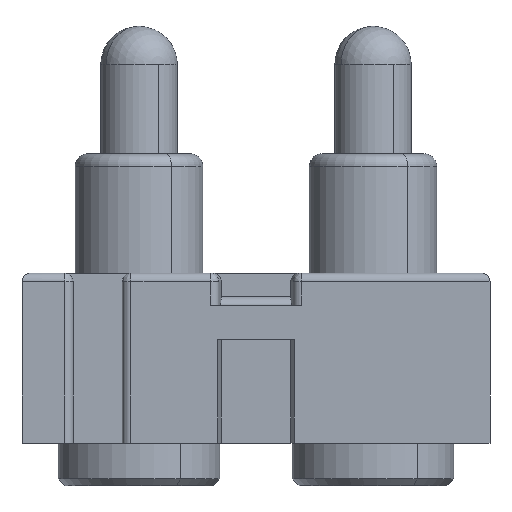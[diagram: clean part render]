
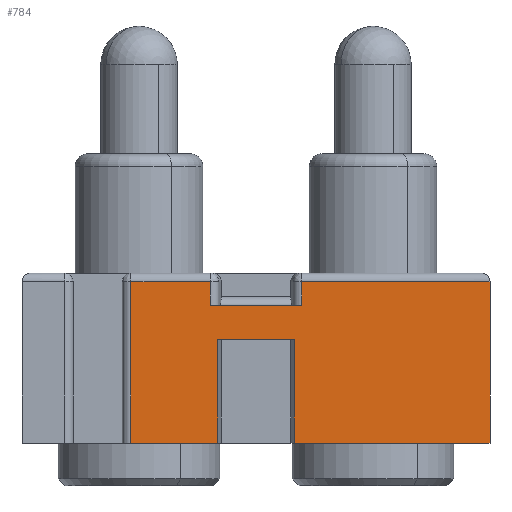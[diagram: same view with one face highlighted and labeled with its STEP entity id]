
A CAD part, front view. The second image highlights one B-rep face of the part: STEP entity #784.
In plain terms, the highlighted planar face has unit normal (0, -1, 0).
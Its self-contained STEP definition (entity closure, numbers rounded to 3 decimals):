
#177 = VERTEX_POINT ( 'NONE', #2336 ) ;
#183 = CARTESIAN_POINT ( 'NONE',  ( 0.451, -2.5, 0. ) ) ;
#184 = EDGE_CURVE ( 'NONE', #2277, #230, #3109, .T. ) ;
#208 = DIRECTION ( 'NONE',  ( 0., 1., 0. ) ) ;
#229 = EDGE_CURVE ( 'NONE', #3098, #785, #2318, .T. ) ;
#230 = VERTEX_POINT ( 'NONE', #1790 ) ;
#401 = VERTEX_POINT ( 'NONE', #2887 ) ;
#428 = DIRECTION ( 'NONE',  ( 0., 0., 1. ) ) ;
#432 = VERTEX_POINT ( 'NONE', #3375 ) ;
#514 = LINE ( 'NONE', #2251, #3658 ) ;
#520 = CARTESIAN_POINT ( 'NONE',  ( 0.451, -2.5, 1.22 ) ) ;
#549 = PLANE ( 'NONE',  #2552 ) ;
#553 = LINE ( 'NONE', #2248, #3061 ) ;
#681 = ORIENTED_EDGE ( 'NONE', *, *, #2082, .F. ) ;
#701 = LINE ( 'NONE', #1212, #2479 ) ;
#712 = VERTEX_POINT ( 'NONE', #2045 ) ;
#726 = DIRECTION ( 'NONE',  ( 1., 0., 0. ) ) ;
#784 = ADVANCED_FACE ( 'NONE', ( #1337 ), #549, .F. ) ;
#785 = VERTEX_POINT ( 'NONE', #1635 ) ;
#881 = ORIENTED_EDGE ( 'NONE', *, *, #229, .F. ) ;
#887 = CARTESIAN_POINT ( 'NONE',  ( 0.451, -2.5, 0. ) ) ;
#1108 = DIRECTION ( 'NONE',  ( -1., 0., 0. ) ) ;
#1142 = DIRECTION ( 'NONE',  ( 0., 0., -1. ) ) ;
#1155 = LINE ( 'NONE', #3062, #1882 ) ;
#1209 = ORIENTED_EDGE ( 'NONE', *, *, #1382, .F. ) ;
#1212 = CARTESIAN_POINT ( 'NONE',  ( 2.75, -2.5, 2. ) ) ;
#1250 = VERTEX_POINT ( 'NONE', #2688 ) ;
#1251 = CARTESIAN_POINT ( 'NONE',  ( 0.535, -2.5, 2. ) ) ;
#1254 = EDGE_CURVE ( 'NONE', #785, #401, #1541, .T. ) ;
#1325 = LINE ( 'NONE', #3580, #2952 ) ;
#1335 = ORIENTED_EDGE ( 'NONE', *, *, #2085, .T. ) ;
#1337 = FACE_OUTER_BOUND ( 'NONE', #2694, .T. ) ;
#1358 = CARTESIAN_POINT ( 'NONE',  ( 2.75, -2.5, 2. ) ) ;
#1382 = EDGE_CURVE ( 'NONE', #1471, #1250, #3094, .T. ) ;
#1449 = CARTESIAN_POINT ( 'NONE',  ( -1.47, -2.5, 0. ) ) ;
#1471 = VERTEX_POINT ( 'NONE', #520 ) ;
#1504 = DIRECTION ( 'NONE',  ( 1., 0., 0. ) ) ;
#1541 = LINE ( 'NONE', #1788, #3586 ) ;
#1596 = ORIENTED_EDGE ( 'NONE', *, *, #3229, .F. ) ;
#1635 = CARTESIAN_POINT ( 'NONE',  ( -1.47, -2.5, 1.9 ) ) ;
#1646 = DIRECTION ( 'NONE',  ( -1., 0., 0. ) ) ;
#1698 = CARTESIAN_POINT ( 'NONE',  ( 2.75, -2.5, 1.22 ) ) ;
#1712 = DIRECTION ( 'NONE',  ( 0., 0., 1. ) ) ;
#1770 = CARTESIAN_POINT ( 'NONE',  ( 2.75, -2.5, 1.9 ) ) ;
#1773 = EDGE_CURVE ( 'NONE', #177, #432, #1325, .T. ) ;
#1788 = CARTESIAN_POINT ( 'NONE',  ( 2.75, -2.5, 1.9 ) ) ;
#1789 = DIRECTION ( 'NONE',  ( 0., 0., -1. ) ) ;
#1790 = CARTESIAN_POINT ( 'NONE',  ( 2.75, -2.5, 1.9 ) ) ;
#1794 = ORIENTED_EDGE ( 'NONE', *, *, #1773, .F. ) ;
#1882 = VECTOR ( 'NONE', #2496, 1000. ) ;
#1887 = CARTESIAN_POINT ( 'NONE',  ( 2.75, -2.5, 0. ) ) ;
#1974 = DIRECTION ( 'NONE',  ( -1., 0., 0. ) ) ;
#2023 = ORIENTED_EDGE ( 'NONE', *, *, #2205, .F. ) ;
#2045 = CARTESIAN_POINT ( 'NONE',  ( -0.451, -2.5, 0. ) ) ;
#2082 = EDGE_CURVE ( 'NONE', #401, #177, #1155, .T. ) ;
#2085 = EDGE_CURVE ( 'NONE', #1471, #3306, #3331, .T. ) ;
#2097 = DIRECTION ( 'NONE',  ( 0., 0., 1. ) ) ;
#2109 = ORIENTED_EDGE ( 'NONE', *, *, #2362, .T. ) ;
#2114 = ORIENTED_EDGE ( 'NONE', *, *, #3392, .F. ) ;
#2156 = CARTESIAN_POINT ( 'NONE',  ( -0.451, -2.5, 0. ) ) ;
#2170 = LINE ( 'NONE', #2156, #2946 ) ;
#2177 = DIRECTION ( 'NONE',  ( 1., 0., 0. ) ) ;
#2205 = EDGE_CURVE ( 'NONE', #432, #2277, #2641, .T. ) ;
#2211 = ORIENTED_EDGE ( 'NONE', *, *, #1254, .F. ) ;
#2225 = VECTOR ( 'NONE', #2097, 1000. ) ;
#2248 = CARTESIAN_POINT ( 'NONE',  ( 2.75, -2.5, 0. ) ) ;
#2251 = CARTESIAN_POINT ( 'NONE',  ( 0., -2.5, 0. ) ) ;
#2277 = VERTEX_POINT ( 'NONE', #3576 ) ;
#2318 = LINE ( 'NONE', #3446, #2562 ) ;
#2336 = CARTESIAN_POINT ( 'NONE',  ( -0.535, -2.5, 1.62 ) ) ;
#2362 = EDGE_CURVE ( 'NONE', #712, #1250, #2170, .T. ) ;
#2451 = DIRECTION ( 'NONE',  ( 0., 0., 1. ) ) ;
#2464 = VECTOR ( 'NONE', #1142, 1000. ) ;
#2479 = VECTOR ( 'NONE', #1789, 1000. ) ;
#2496 = DIRECTION ( 'NONE',  ( 0., 0., -1. ) ) ;
#2552 = AXIS2_PLACEMENT_3D ( 'NONE', #1358, #208, #2451 ) ;
#2562 = VECTOR ( 'NONE', #1712, 1000. ) ;
#2641 = LINE ( 'NONE', #1251, #2225 ) ;
#2688 = CARTESIAN_POINT ( 'NONE',  ( -0.451, -2.5, 1.22 ) ) ;
#2694 = EDGE_LOOP ( 'NONE', ( #681, #2211, #881, #2697, #2109, #1209, #1335, #2114, #1596, #3630, #2023, #1794 ) ) ;
#2697 = ORIENTED_EDGE ( 'NONE', *, *, #2908, .F. ) ;
#2887 = CARTESIAN_POINT ( 'NONE',  ( -0.535, -2.5, 1.9 ) ) ;
#2908 = EDGE_CURVE ( 'NONE', #712, #3098, #553, .T. ) ;
#2946 = VECTOR ( 'NONE', #428, 1000. ) ;
#2952 = VECTOR ( 'NONE', #2177, 1000. ) ;
#3059 = VECTOR ( 'NONE', #1974, 1000. ) ;
#3061 = VECTOR ( 'NONE', #1108, 1000. ) ;
#3062 = CARTESIAN_POINT ( 'NONE',  ( -0.535, -2.5, 2. ) ) ;
#3094 = LINE ( 'NONE', #1698, #3059 ) ;
#3098 = VERTEX_POINT ( 'NONE', #1449 ) ;
#3109 = LINE ( 'NONE', #1770, #3250 ) ;
#3229 = EDGE_CURVE ( 'NONE', #230, #3292, #701, .T. ) ;
#3250 = VECTOR ( 'NONE', #1504, 1000. ) ;
#3292 = VERTEX_POINT ( 'NONE', #1887 ) ;
#3306 = VERTEX_POINT ( 'NONE', #183 ) ;
#3331 = LINE ( 'NONE', #887, #2464 ) ;
#3375 = CARTESIAN_POINT ( 'NONE',  ( 0.535, -2.5, 1.62 ) ) ;
#3392 = EDGE_CURVE ( 'NONE', #3292, #3306, #514, .T. ) ;
#3446 = CARTESIAN_POINT ( 'NONE',  ( -1.47, -2.5, 2. ) ) ;
#3576 = CARTESIAN_POINT ( 'NONE',  ( 0.535, -2.5, 1.9 ) ) ;
#3580 = CARTESIAN_POINT ( 'NONE',  ( 2.75, -2.5, 1.62 ) ) ;
#3586 = VECTOR ( 'NONE', #726, 1000. ) ;
#3630 = ORIENTED_EDGE ( 'NONE', *, *, #184, .F. ) ;
#3658 = VECTOR ( 'NONE', #1646, 1000. ) ;
